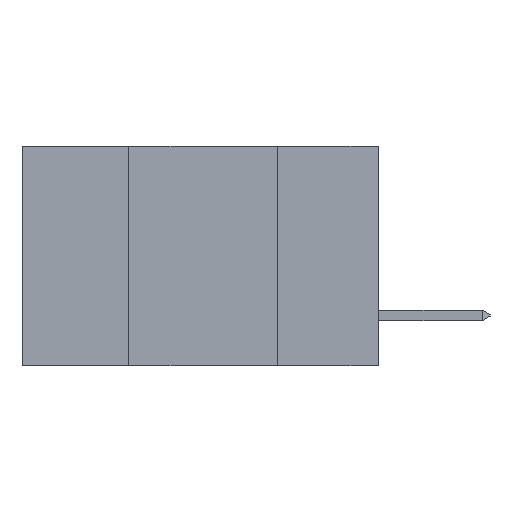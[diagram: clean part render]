
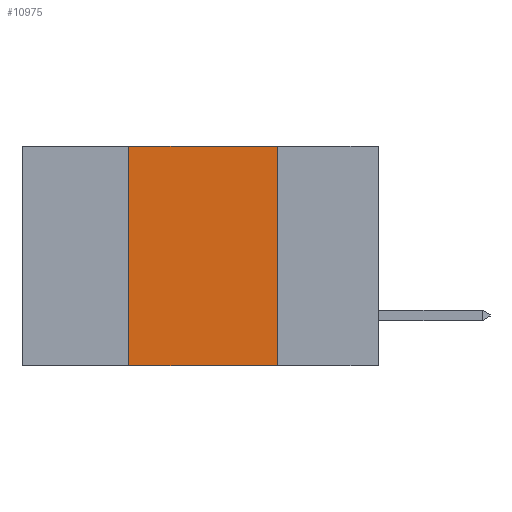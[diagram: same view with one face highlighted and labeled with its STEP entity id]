
A CAD part, left-side view. The second image highlights one B-rep face of the part: STEP entity #10975.
In plain terms, the highlighted planar face has unit normal (-1, 0, 0).
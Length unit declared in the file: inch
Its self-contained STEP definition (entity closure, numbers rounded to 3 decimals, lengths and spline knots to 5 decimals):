
#87 = VERTEX_POINT ( 'NONE', #13280 ) ;
#235 = EDGE_LOOP ( 'NONE', ( #14271, #2634, #14568, #9581 ) ) ;
#371 = DIRECTION ( 'NONE',  ( 0., 0., 1. ) ) ;
#741 = CARTESIAN_POINT ( 'NONE',  ( 0., 0.6, 0. ) ) ;
#1650 = DIRECTION ( 'NONE',  ( 1., 0., 0. ) ) ;
#1798 = CARTESIAN_POINT ( 'NONE',  ( 0., 0.6, -0.37 ) ) ;
#2552 = EDGE_CURVE ( 'NONE', #87, #8573, #7726, .T. ) ;
#2634 = ORIENTED_EDGE ( 'NONE', *, *, #14236, .F. ) ;
#2971 = CARTESIAN_POINT ( 'NONE',  ( 0., 0.42, 0. ) ) ;
#3331 = VECTOR ( 'NONE', #371, 39.37008 ) ;
#3367 = EDGE_CURVE ( 'NONE', #87, #10593, #6480, .T. ) ;
#3753 = CARTESIAN_POINT ( 'NONE',  ( 0., 0.17, 0. ) ) ;
#4602 = VECTOR ( 'NONE', #12562, 39.37008 ) ;
#4954 = EDGE_CURVE ( 'NONE', #6449, #8573, #9321, .T. ) ;
#5089 = CARTESIAN_POINT ( 'NONE',  ( 0., 0.42, 0. ) ) ;
#5377 = AXIS2_PLACEMENT_3D ( 'NONE', #7602, #1650, #9863 ) ;
#6255 = VECTOR ( 'NONE', #9583, 39.37008 ) ;
#6449 = VERTEX_POINT ( 'NONE', #14119 ) ;
#6480 = LINE ( 'NONE', #2971, #3331 ) ;
#7602 = CARTESIAN_POINT ( 'NONE',  ( 0., 0.6, 0. ) ) ;
#7726 = LINE ( 'NONE', #1798, #4602 ) ;
#7976 = DIRECTION ( 'NONE',  ( 0., -1., 0. ) ) ;
#8167 = FACE_OUTER_BOUND ( 'NONE', #235, .T. ) ;
#8573 = VERTEX_POINT ( 'NONE', #9884 ) ;
#8739 = PLANE ( 'NONE',  #5377 ) ;
#9321 = LINE ( 'NONE', #3753, #6255 ) ;
#9581 = ORIENTED_EDGE ( 'NONE', *, *, #2552, .T. ) ;
#9583 = DIRECTION ( 'NONE',  ( 0., 0., -1. ) ) ;
#9863 = DIRECTION ( 'NONE',  ( 0., 0., -1. ) ) ;
#9884 = CARTESIAN_POINT ( 'NONE',  ( 0., 0.17, -0.37 ) ) ;
#10593 = VERTEX_POINT ( 'NONE', #5089 ) ;
#10716 = LINE ( 'NONE', #741, #13233 ) ;
#10975 = ADVANCED_FACE ( 'NONE', ( #8167 ), #8739, .F. ) ;
#12562 = DIRECTION ( 'NONE',  ( 0., -1., 0. ) ) ;
#13233 = VECTOR ( 'NONE', #7976, 39.37008 ) ;
#13280 = CARTESIAN_POINT ( 'NONE',  ( 0., 0.42, -0.37 ) ) ;
#14119 = CARTESIAN_POINT ( 'NONE',  ( 0., 0.17, 0. ) ) ;
#14236 = EDGE_CURVE ( 'NONE', #10593, #6449, #10716, .T. ) ;
#14271 = ORIENTED_EDGE ( 'NONE', *, *, #4954, .F. ) ;
#14568 = ORIENTED_EDGE ( 'NONE', *, *, #3367, .F. ) ;
